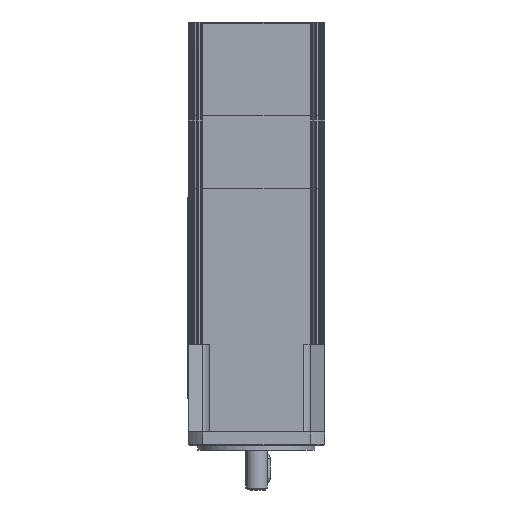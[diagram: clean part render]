
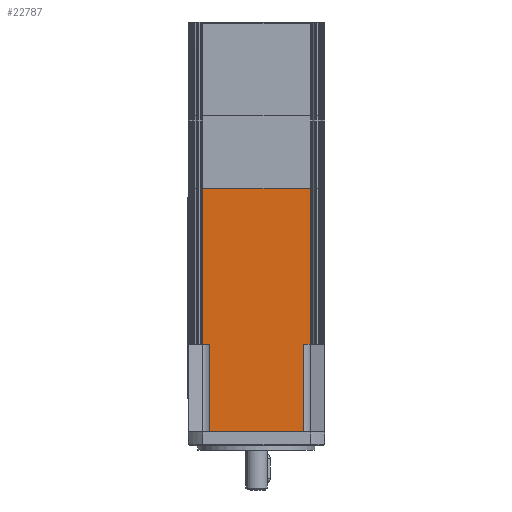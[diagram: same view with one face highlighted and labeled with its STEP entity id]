
A CAD part, front view. The second image highlights one B-rep face of the part: STEP entity #22787.
In plain terms, the highlighted planar face has unit normal (0, -1, 0).
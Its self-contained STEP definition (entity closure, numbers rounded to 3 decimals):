
#20093=CARTESIAN_POINT('',(27.482,-35.,45.0));
#20094=VERTEX_POINT('',#20093);
#20112=CARTESIAN_POINT('',(27.482,-35.,125.0));
#20113=VERTEX_POINT('',#20112);
#20121=CARTESIAN_POINT('',(27.482,-35.,45.0));
#20122=DIRECTION('',(0.0,0.0,1.0));
#20123=VECTOR('',#20122,80.0);
#20124=LINE('',#20121,#20123);
#20125=EDGE_CURVE('',#20094,#20113,#20124,.T.);
#22725=CARTESIAN_POINT('',(27.482,-35.,0.0));
#22726=DIRECTION('',(0.0,-1.0,0.0));
#22727=DIRECTION('',(0.0,0.0,-1.0));
#22728=AXIS2_PLACEMENT_3D('',#22725,#22726,#22727);
#22729=PLANE('',#22728);
#22730=CARTESIAN_POINT('',(24.249,-35.,0.0));
#22731=VERTEX_POINT('',#22730);
#22732=CARTESIAN_POINT('',(24.249,-35.,45.0));
#22733=VERTEX_POINT('',#22732);
#22734=CARTESIAN_POINT('',(24.249,-35.,0.0));
#22735=DIRECTION('',(0.0,0.0,1.0));
#22736=VECTOR('',#22735,45.0);
#22737=LINE('',#22734,#22736);
#22738=EDGE_CURVE('',#22731,#22733,#22737,.T.);
#22739=ORIENTED_EDGE('',*,*,#22738,.T.);
#22740=CARTESIAN_POINT('',(24.249,-35.,45.0));
#22741=DIRECTION('',(1.0,0.0,0.0));
#22742=VECTOR('',#22741,3.233);
#22743=LINE('',#22740,#22742);
#22744=EDGE_CURVE('',#22733,#20094,#22743,.T.);
#22745=ORIENTED_EDGE('',*,*,#22744,.T.);
#22746=ORIENTED_EDGE('',*,*,#20125,.T.);
#22747=CARTESIAN_POINT('',(-27.482,-35.,125.0));
#22748=VERTEX_POINT('',#22747);
#22749=CARTESIAN_POINT('',(27.482,-35.,125.0));
#22750=DIRECTION('',(-1.0,0.0,0.0));
#22751=VECTOR('',#22750,54.964);
#22752=LINE('',#22749,#22751);
#22753=EDGE_CURVE('',#20113,#22748,#22752,.T.);
#22754=ORIENTED_EDGE('',*,*,#22753,.T.);
#22755=CARTESIAN_POINT('',(-27.482,-35.,45.0));
#22756=VERTEX_POINT('',#22755);
#22757=CARTESIAN_POINT('',(-27.482,-35.,45.0));
#22758=DIRECTION('',(0.0,0.0,1.0));
#22759=VECTOR('',#22758,80.0);
#22760=LINE('',#22757,#22759);
#22761=EDGE_CURVE('',#22756,#22748,#22760,.T.);
#22762=ORIENTED_EDGE('',*,*,#22761,.F.);
#22763=CARTESIAN_POINT('',(-24.249,-35.,45.0));
#22764=VERTEX_POINT('',#22763);
#22765=CARTESIAN_POINT('',(-27.482,-35.,45.0));
#22766=DIRECTION('',(1.0,0.0,0.0));
#22767=VECTOR('',#22766,3.233);
#22768=LINE('',#22765,#22767);
#22769=EDGE_CURVE('',#22756,#22764,#22768,.T.);
#22770=ORIENTED_EDGE('',*,*,#22769,.T.);
#22771=CARTESIAN_POINT('',(-24.249,-35.,0.0));
#22772=VERTEX_POINT('',#22771);
#22773=CARTESIAN_POINT('',(-24.249,-35.,45.0));
#22774=DIRECTION('',(0.0,0.0,-1.0));
#22775=VECTOR('',#22774,45.0);
#22776=LINE('',#22773,#22775);
#22777=EDGE_CURVE('',#22764,#22772,#22776,.T.);
#22778=ORIENTED_EDGE('',*,*,#22777,.T.);
#22779=CARTESIAN_POINT('',(-24.249,-35.,0.0));
#22780=DIRECTION('',(1.0,0.0,0.0));
#22781=VECTOR('',#22780,48.498);
#22782=LINE('',#22779,#22781);
#22783=EDGE_CURVE('',#22772,#22731,#22782,.T.);
#22784=ORIENTED_EDGE('',*,*,#22783,.T.);
#22785=EDGE_LOOP('',(#22739,#22745,#22746,#22754,#22762,#22770,#22778,#22784));
#22786=FACE_OUTER_BOUND('',#22785,.T.);
#22787=ADVANCED_FACE('',(#22786),#22729,.T.);
